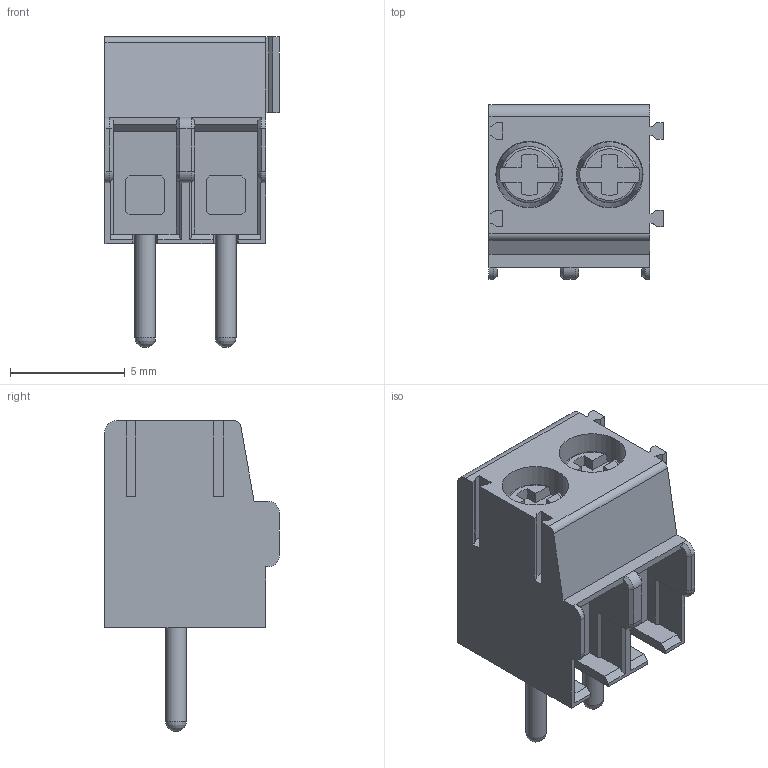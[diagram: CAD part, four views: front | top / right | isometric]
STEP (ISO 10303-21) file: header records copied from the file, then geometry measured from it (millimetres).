
FILE_DESCRIPTION( ( '' ), ' ' );
FILE_NAME( '5b69dc75fc1ed60f29b14cd0.step', '2018-08-07T17:52:54', ( '' ), ( '' ), ' ', ' ', ' ' );
FILE_SCHEMA( ( 'AUTOMOTIVE_DESIGN { 1 0 10303 214 1 1 1 1 }' ) );
Length unit declared in the file: metre
Products named in the file (1): Open CASCADE STEP translator 6.8 1
Bounding box: 7.57 x 7.6 x 13.5 mm (x, y, z)
Volume: 354.1 mm3; surface area: 522 mm2
Topology: 1 solids, 1 shells, 209 faces, 565 edges, 370 vertices
Faces by surface type: plane 155, cylinder 38, cone 10, torus 4, revolution 2
Full cylindrical faces by diameter (mm): 0.457 x1, 0.9 x2, 2.9 x2
Entity records: 11088 total; most frequent: CARTESIAN_POINT 1358, ORIENTED_EDGE 1104, DIRECTION 1070, STYLED_ITEM 761, PRESENTATION_STYLE_ASSIGNMENT 761, COLOUR_RGB 761, EDGE_CURVE 552, CURVE_STYLE 552
